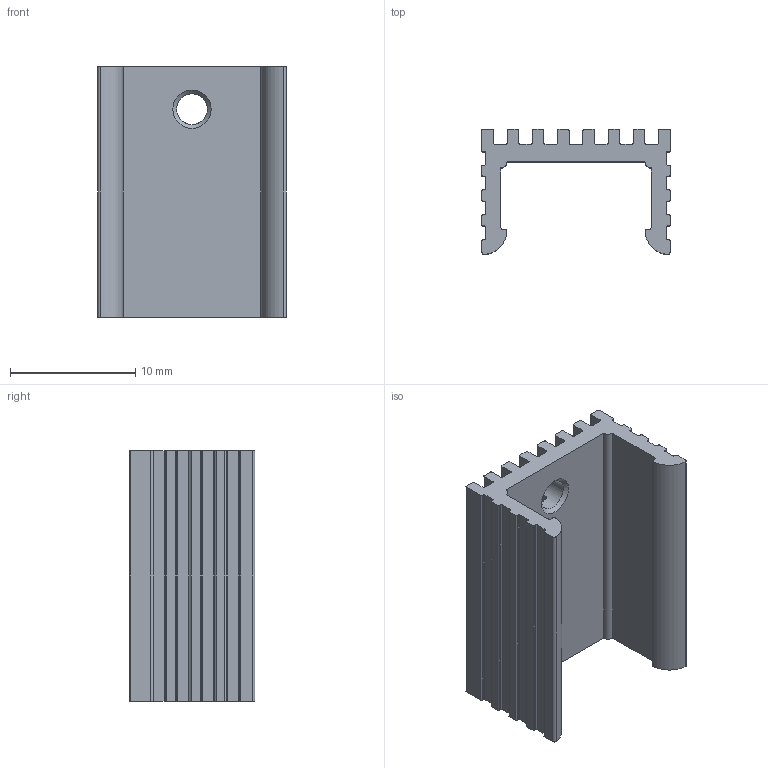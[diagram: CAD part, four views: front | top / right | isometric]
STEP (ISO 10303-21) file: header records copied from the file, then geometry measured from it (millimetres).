
FILE_DESCRIPTION(/* description */ (''),/* implementation_level */ '2;1');
FILE_NAME(/* name */ 'Радиатор TO220.stp',/* time_stamp */ '2022-11-05T14:34:56+03:00',/* author */ ('Mikhail'),/* organization */ (''),/* preprocessor_version */ 'ST-DEVELOPER v18.1',/* originating_system */ 'Autodesk Inventor 2022',/* authorisation */ '');
FILE_SCHEMA (('AUTOMOTIVE_DESIGN { 1 0 10303 214 3 1 1 }'));
Length unit declared in the file: millimetre
Products named in the file (1): Радиатор TO220
Bounding box: 15 x 10 x 20 mm (x, y, z)
Volume: 990 mm3; surface area: 1763.9 mm2
Topology: 1 solids, 1 shells, 151 faces, 450 edges, 300 vertices
Faces by surface type: cylinder 77, plane 73, cone 1
Full cylindrical faces by diameter (mm): 2.459 x1
Entity records: 5226 total; most frequent: CARTESIAN_POINT 974, ORIENTED_EDGE 900, DIRECTION 898, EDGE_CURVE 450, AXIS2_PLACEMENT_3D 304, VERTEX_POINT 300, LINE 290, VECTOR 290
